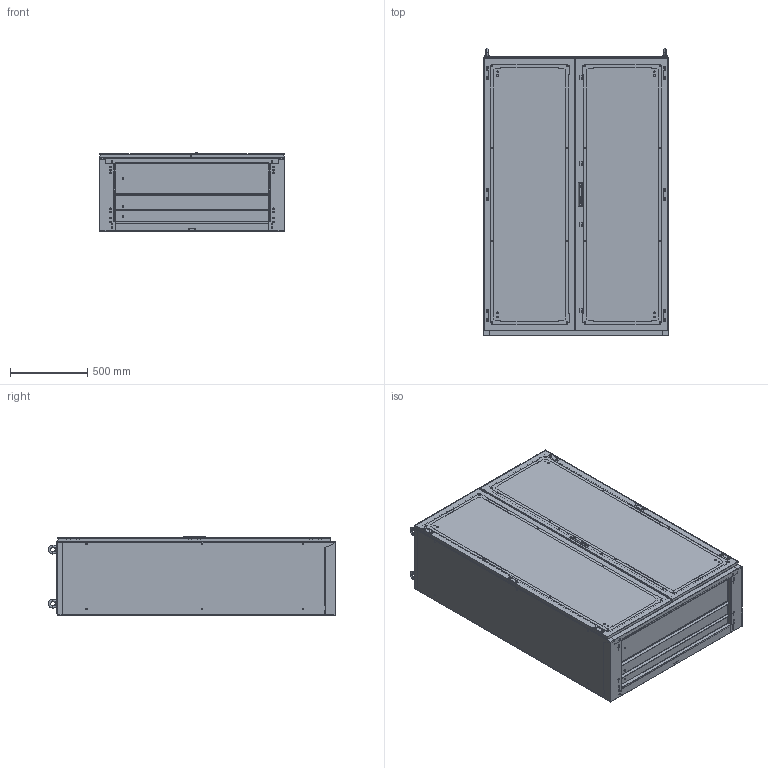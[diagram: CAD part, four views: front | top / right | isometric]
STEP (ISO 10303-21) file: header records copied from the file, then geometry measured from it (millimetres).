
FILE_DESCRIPTION (( 'STEP AP214' ), '1' );
FILE_NAME ('0390-1218-50-07.step', '2022-07-28T11:07:35', ( '' ), ( '' ), 'SwSTEP 2.0', 'SolidWorks 2019', '' );
FILE_SCHEMA (( 'AUTOMOTIVE_DESIGN' ));
Length unit declared in the file: millimetre
Products named in the file (7): Dachplatte_ss_0390-1200-50-07; Korpus_ss_1218-50; Bodenplattensatz_s_0396-1200-50-03; TuerGG_s_0395-1218-02-97; Tuer2_s_0395-1218-05-97; 0390-1218-50-07; TuerLP_s_0395-1218-01-97
Assembly tree (6 placements, depth 3):
  0390-1218-50-07
    Korpus_ss_1218-50
    Tuer2_s_0395-1218-05-97
      TuerGG_s_0395-1218-02-97
      TuerLP_s_0395-1218-01-97
    Dachplatte_ss_0390-1200-50-07
    Bodenplattensatz_s_0396-1200-50-03
Bounding box: 1200 x 1857.99 x 507.5 mm (x, y, z)
Volume: 16600221.5 mm3; surface area: 18367242.9 mm2
Topology: 45 solids, 45 shells, 5116 faces, 13522 edges, 8942 vertices
Faces by surface type: plane 2680, cylinder 2224, cone 174, torus 24, bspline 14
Entity records: 196488 total; most frequent: CARTESIAN_POINT 29835, DIRECTION 28135, ORIENTED_EDGE 27044, EDGE_CURVE 13522, AXIS2_PLACEMENT_3D 9830, VERTEX_POINT 8942, VECTOR 8475, LINE 8475
